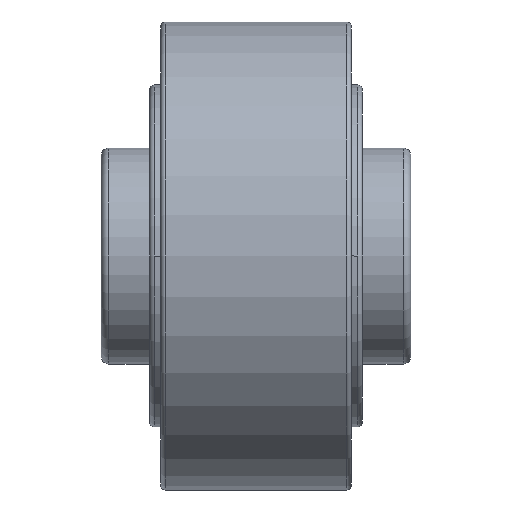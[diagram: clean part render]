
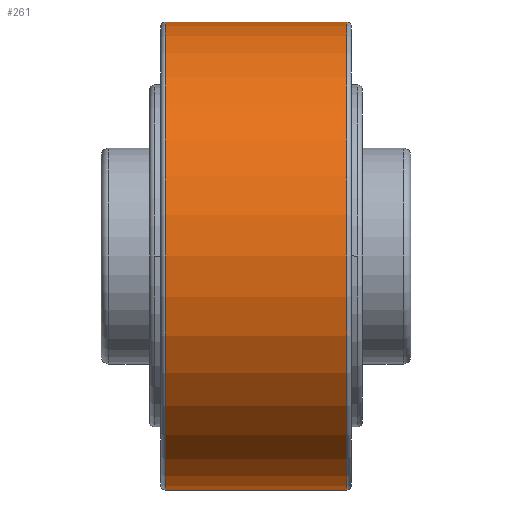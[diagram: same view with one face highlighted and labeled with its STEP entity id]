
A CAD part, front view. The second image highlights one B-rep face of the part: STEP entity #261.
In plain terms, the highlighted cylindrical face has radius 65 mm (diameter 130 mm), a partial arc.
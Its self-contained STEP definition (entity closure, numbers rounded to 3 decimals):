
#261=ADVANCED_FACE('',(#713),#714,.T.);
#713=FACE_OUTER_BOUND('',#1205,.T.);
#714=CYLINDRICAL_SURFACE('',#1206,65.0);
#1205=EDGE_LOOP('',(#2759,#2760,#2761,#2762,#2763,#2764));
#1206=AXIS2_PLACEMENT_3D('',#2765,#2766,#2767);
#2759=ORIENTED_EDGE('',*,*,#2897,.T.);
#2760=ORIENTED_EDGE('',*,*,#3343,.F.);
#2761=ORIENTED_EDGE('',*,*,#3342,.F.);
#2762=ORIENTED_EDGE('',*,*,#2899,.T.);
#2763=ORIENTED_EDGE('',*,*,#3339,.T.);
#2764=ORIENTED_EDGE('',*,*,#3338,.T.);
#2765=CARTESIAN_POINT('',(0.0,0.0,0.0));
#2766=DIRECTION('',(1.0,0.0,0.0));
#2767=DIRECTION('',(0.0,0.0,-1.0));
#2897=EDGE_CURVE('',#3526,#3527,#3528,.T.);
#2899=EDGE_CURVE('',#3531,#3529,#3532,.T.);
#3338=EDGE_CURVE('',#4233,#3526,#4234,.T.);
#3339=EDGE_CURVE('',#3529,#4233,#4235,.T.);
#3342=EDGE_CURVE('',#3531,#4239,#4240,.T.);
#3343=EDGE_CURVE('',#4239,#3527,#4241,.T.);
#3526=VERTEX_POINT('',#4313);
#3527=VERTEX_POINT('',#4314);
#3528=LINE('',#4315,#4316);
#3529=VERTEX_POINT('',#4317);
#3531=VERTEX_POINT('',#4319);
#3532=LINE('',#4320,#4321);
#4233=VERTEX_POINT('',#5239);
#4234=CIRCLE('',#5240,65.0);
#4235=CIRCLE('',#5241,65.0);
#4239=VERTEX_POINT('',#5245);
#4240=CIRCLE('',#5246,65.0);
#4241=CIRCLE('',#5247,65.0);
#4313=CARTESIAN_POINT('',(-25.2,0.,-65.0));
#4314=CARTESIAN_POINT('',(25.2,0.,-65.0));
#4315=CARTESIAN_POINT('',(0.0,0.,-65.0));
#4316=VECTOR('',#5363,1.0);
#4317=CARTESIAN_POINT('',(-25.2,0.,65.0));
#4319=CARTESIAN_POINT('',(25.2,0.,65.0));
#4320=CARTESIAN_POINT('',(0.0,0.,65.0));
#4321=VECTOR('',#5367,1.0);
#5239=CARTESIAN_POINT('',(-25.2,-65.0,0.));
#5240=AXIS2_PLACEMENT_3D('',#6308,#6309,#6310);
#5241=AXIS2_PLACEMENT_3D('',#6311,#6312,#6313);
#5245=CARTESIAN_POINT('',(25.2,-65.0,0.0));
#5246=AXIS2_PLACEMENT_3D('',#6320,#6321,#6322);
#5247=AXIS2_PLACEMENT_3D('',#6323,#6324,#6325);
#5363=DIRECTION('',(1.0,0.0,0.0));
#5367=DIRECTION('',(-1.0,-0.0,-0.0));
#6308=CARTESIAN_POINT('',(-25.2,0.,0.));
#6309=DIRECTION('',(1.0,0.0,0.0));
#6310=DIRECTION('',(0.0,0.0,-1.0));
#6311=CARTESIAN_POINT('',(-25.2,0.,0.));
#6312=DIRECTION('',(1.0,0.0,0.0));
#6313=DIRECTION('',(0.0,0.0,-1.0));
#6320=CARTESIAN_POINT('',(25.2,0.,0.0));
#6321=DIRECTION('',(1.0,0.0,0.0));
#6322=DIRECTION('',(0.0,0.0,-1.0));
#6323=CARTESIAN_POINT('',(25.2,0.,0.0));
#6324=DIRECTION('',(1.0,0.0,0.0));
#6325=DIRECTION('',(0.0,0.0,-1.0));
